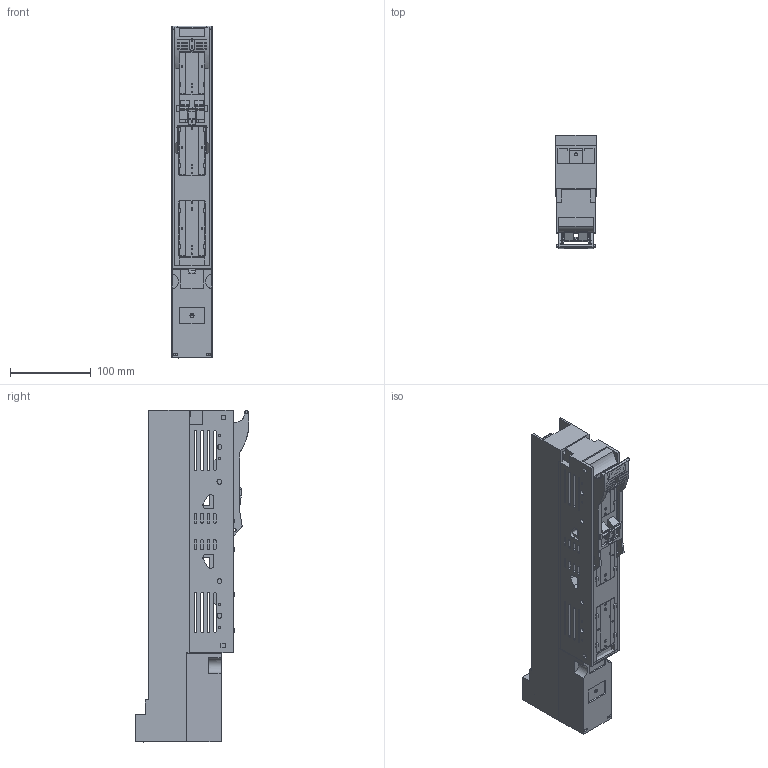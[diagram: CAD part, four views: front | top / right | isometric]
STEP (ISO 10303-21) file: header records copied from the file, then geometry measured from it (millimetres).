
FILE_DESCRIPTION(('CATIA V5 STEP'),'2;1');
FILE_NAME('L0648_NH_Sicherungslastschaltleiste_SL00_3x3_100_KU00_HA.stp','2018-11-13T07:51:32+00:00',('none'),('Jean Müller GmbH'),'CATIA Version 5 Release 19 SP 9 (IN-10)','CATIA V5 STEP AP214','none');
FILE_SCHEMA(('AUTOMOTIVE_DESIGN { 1 0 10303 214 1 1 1 1 }'));
Products named in the file (1): L0648_NH-Sicherungslastschaltleiste SL00-3x3/100/KU00/HA
Bounding box: 50 x 140.69 x 410 mm (x, y, z)
Volume: 1407604 mm3; surface area: 398836.2 mm2
Topology: 8 solids, 11 shells, 1776 faces, 5331 edges, 3557 vertices
Faces by surface type: plane 1230, cylinder 406, bspline 80, cone 60
Entity records: 59964 total; most frequent: CARTESIAN_POINT 15036, ORIENTED_EDGE 10650, DIRECTION 7070, EDGE_CURVE 5325, VECTOR 3885, LINE 3885, VERTEX_POINT 3557, AXIS2_PLACEMENT_3D 2026
